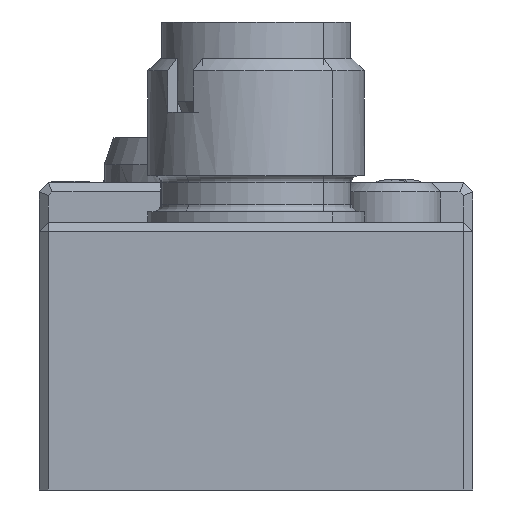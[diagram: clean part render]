
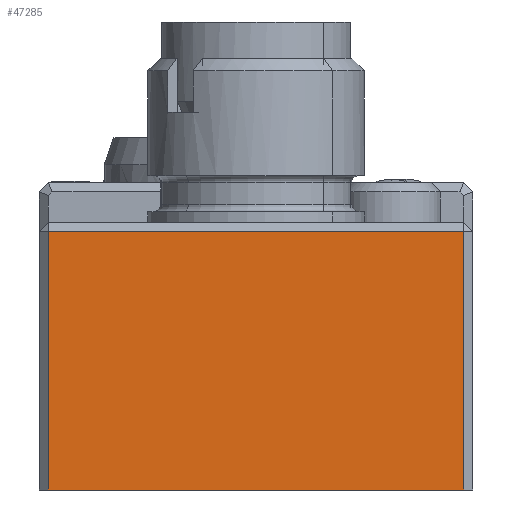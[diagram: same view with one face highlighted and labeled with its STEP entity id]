
A CAD part, front view. The second image highlights one B-rep face of the part: STEP entity #47285.
In plain terms, the highlighted planar face has unit normal (0, -1, 0).
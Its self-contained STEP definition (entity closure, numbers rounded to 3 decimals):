
#47272=AXIS2_PLACEMENT_3D('Plane Axis2P3D',#47269,#47270,#47271) ;
#42644=CARTESIAN_POINT('Vertex',(23.5,0.,0.)) ;
#42647=CARTESIAN_POINT('Line Origine',(12.,0.,0.)) ;
#42651=CARTESIAN_POINT('Vertex',(0.5,0.,0.)) ;
#42814=CARTESIAN_POINT('Line Origine',(0.5,0.,7.15)) ;
#42818=CARTESIAN_POINT('Vertex',(0.5,0.,14.3)) ;
#47254=CARTESIAN_POINT('Vertex',(23.5,0.,14.3)) ;
#47257=CARTESIAN_POINT('Line Origine',(23.5,0.,7.15)) ;
#47269=CARTESIAN_POINT('Axis2P3D Location',(12.,0.,10.805)) ;
#47274=CARTESIAN_POINT('Line Origine',(12.,0.,14.3)) ;
#42648=DIRECTION('Vector Direction',(-1.,0.,0.)) ;
#42815=DIRECTION('Vector Direction',(0.,0.,1.)) ;
#47258=DIRECTION('Vector Direction',(0.,0.,-1.)) ;
#47270=DIRECTION('Axis2P3D Direction',(0.,1.,0.)) ;
#47271=DIRECTION('Axis2P3D XDirection',(0.,0.,-1.)) ;
#47275=DIRECTION('Vector Direction',(1.,0.,0.)) ;
#42649=VECTOR('Line Direction',#42648,1.) ;
#42816=VECTOR('Line Direction',#42815,1.) ;
#47259=VECTOR('Line Direction',#47258,1.) ;
#47276=VECTOR('Line Direction',#47275,1.) ;
#47280=ORIENTED_EDGE('',*,*,#47261,.F.) ;
#47281=ORIENTED_EDGE('',*,*,#47278,.F.) ;
#47282=ORIENTED_EDGE('',*,*,#42820,.F.) ;
#47283=ORIENTED_EDGE('',*,*,#42653,.F.) ;
#47285=ADVANCED_FACE('Hauptkoerper',(#47284),#47273,.F.) ;
#42653=EDGE_CURVE('',#42645,#42652,#42650,.T.) ;
#42820=EDGE_CURVE('',#42652,#42819,#42817,.T.) ;
#47261=EDGE_CURVE('',#47255,#42645,#47260,.T.) ;
#47278=EDGE_CURVE('',#42819,#47255,#47277,.T.) ;
#47279=EDGE_LOOP('',(#47280,#47281,#47282,#47283)) ;
#47284=FACE_OUTER_BOUND('',#47279,.T.) ;
#42650=LINE('Line',#42647,#42649) ;
#42817=LINE('Line',#42814,#42816) ;
#47260=LINE('Line',#47257,#47259) ;
#47277=LINE('Line',#47274,#47276) ;
#47273=PLANE('',#47272) ;
#42645=VERTEX_POINT('',#42644) ;
#42652=VERTEX_POINT('',#42651) ;
#42819=VERTEX_POINT('',#42818) ;
#47255=VERTEX_POINT('',#47254) ;
